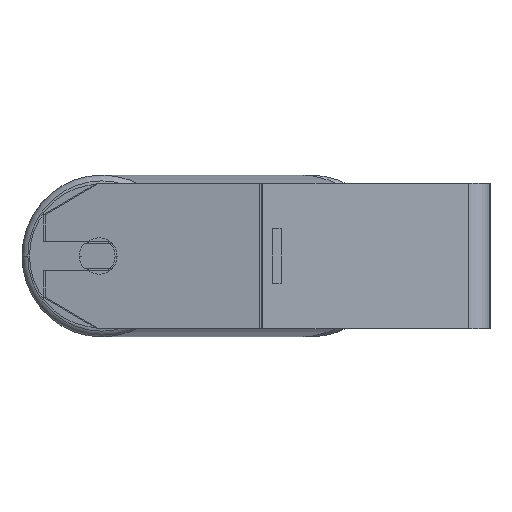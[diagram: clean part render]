
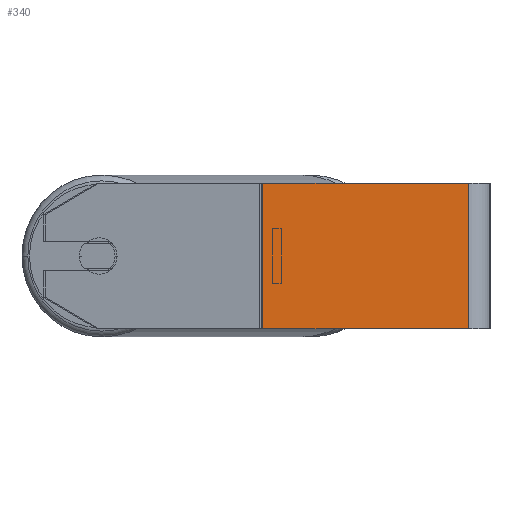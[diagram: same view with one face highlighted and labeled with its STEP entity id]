
A CAD part, left-side view. The second image highlights one B-rep face of the part: STEP entity #340.
In plain terms, the highlighted planar face has unit normal (-1, 0, 0).
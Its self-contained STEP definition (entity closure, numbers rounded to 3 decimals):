
#340 = ADVANCED_FACE ( 'NONE', ( #6811 ), #6144, .F. ) ;
#666 = VERTEX_POINT ( 'NONE', #7987 ) ;
#972 = CARTESIAN_POINT ( 'NONE',  ( -1010., 125.897, 40. ) ) ;
#1248 = VECTOR ( 'NONE', #8168, 1000. ) ;
#1519 = DIRECTION ( 'NONE',  ( 0., 0., -1. ) ) ;
#1731 = DIRECTION ( 'NONE',  ( 0., -1., 0. ) ) ;
#2235 = ORIENTED_EDGE ( 'NONE', *, *, #8178, .F. ) ;
#2497 = EDGE_LOOP ( 'NONE', ( #2702, #5680, #2235, #4411 ) ) ;
#2702 = ORIENTED_EDGE ( 'NONE', *, *, #5237, .T. ) ;
#2791 = CARTESIAN_POINT ( 'NONE',  ( -1010., 125.897, 40. ) ) ;
#2904 = AXIS2_PLACEMENT_3D ( 'NONE', #2791, #6718, #6763 ) ;
#2944 = DIRECTION ( 'NONE',  ( 0., -1., 0. ) ) ;
#2978 = VERTEX_POINT ( 'NONE', #3109 ) ;
#3109 = CARTESIAN_POINT ( 'NONE',  ( -1010., 12., 40. ) ) ;
#3127 = VECTOR ( 'NONE', #2944, 1000. ) ;
#3363 = CARTESIAN_POINT ( 'NONE',  ( -1010., 124.847, -40. ) ) ;
#3657 = CARTESIAN_POINT ( 'NONE',  ( -1010., 124.847, 40. ) ) ;
#3824 = LINE ( 'NONE', #972, #6649 ) ;
#4301 = EDGE_CURVE ( 'NONE', #6399, #7043, #8576, .T. ) ;
#4384 = VECTOR ( 'NONE', #1519, 1000. ) ;
#4411 = ORIENTED_EDGE ( 'NONE', *, *, #4301, .T. ) ;
#4723 = EDGE_CURVE ( 'NONE', #2978, #666, #8157, .T. ) ;
#4852 = CARTESIAN_POINT ( 'NONE',  ( -1010., 12., 40. ) ) ;
#4934 = CARTESIAN_POINT ( 'NONE',  ( -1010., 125.897, -40. ) ) ;
#5228 = CARTESIAN_POINT ( 'NONE',  ( -1010., 124.847, 40. ) ) ;
#5237 = EDGE_CURVE ( 'NONE', #7043, #666, #5772, .T. ) ;
#5680 = ORIENTED_EDGE ( 'NONE', *, *, #4723, .F. ) ;
#5772 = LINE ( 'NONE', #4934, #3127 ) ;
#6144 = PLANE ( 'NONE',  #2904 ) ;
#6399 = VERTEX_POINT ( 'NONE', #3657 ) ;
#6649 = VECTOR ( 'NONE', #1731, 1000. ) ;
#6718 = DIRECTION ( 'NONE',  ( 1., 0., 0. ) ) ;
#6763 = DIRECTION ( 'NONE',  ( 0., 0., -1. ) ) ;
#6811 = FACE_OUTER_BOUND ( 'NONE', #2497, .T. ) ;
#7043 = VERTEX_POINT ( 'NONE', #3363 ) ;
#7987 = CARTESIAN_POINT ( 'NONE',  ( -1010., 12., -40. ) ) ;
#8157 = LINE ( 'NONE', #4852, #4384 ) ;
#8168 = DIRECTION ( 'NONE',  ( 0., 0., -1. ) ) ;
#8178 = EDGE_CURVE ( 'NONE', #6399, #2978, #3824, .T. ) ;
#8576 = LINE ( 'NONE', #5228, #1248 ) ;
